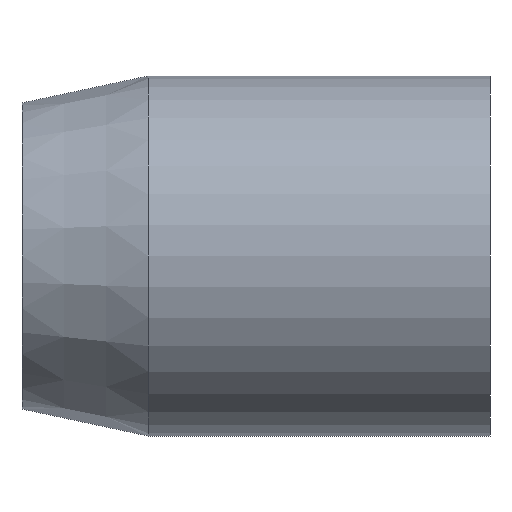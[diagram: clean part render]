
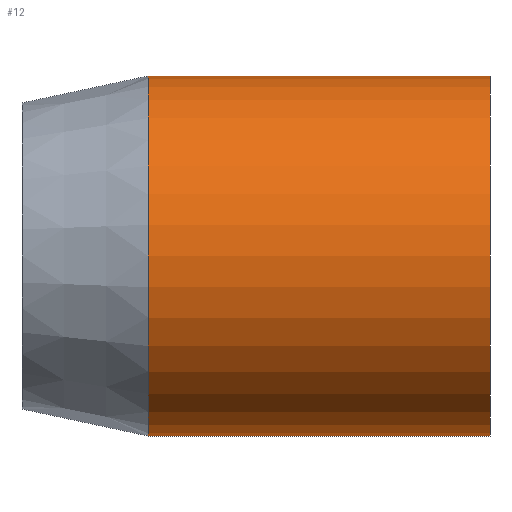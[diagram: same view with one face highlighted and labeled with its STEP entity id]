
A CAD part, front view. The second image highlights one B-rep face of the part: STEP entity #12.
In plain terms, the highlighted cylindrical face has radius 10 mm (diameter 20 mm), a partial arc.
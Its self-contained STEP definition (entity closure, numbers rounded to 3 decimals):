
#2 = EDGE_CURVE ( 'NONE', #218, #234, #269, .T. ) ;
#4 = CARTESIAN_POINT ( 'NONE',  ( 13., 0., -10. ) ) ;
#6 = DIRECTION ( 'NONE',  ( -1., 0., 0. ) ) ;
#12 = ADVANCED_FACE ( 'NONE', ( #326 ), #124, .T. ) ;
#14 = ORIENTED_EDGE ( 'NONE', *, *, #2, .F. ) ;
#17 = CIRCLE ( 'NONE', #66, 10. ) ;
#23 = CARTESIAN_POINT ( 'NONE',  ( -6., 0., -10. ) ) ;
#37 = EDGE_LOOP ( 'NONE', ( #14, #95, #167, #68 ) ) ;
#60 = CARTESIAN_POINT ( 'NONE',  ( -13., 0., 0. ) ) ;
#66 = AXIS2_PLACEMENT_3D ( 'NONE', #286, #145, #345 ) ;
#68 = ORIENTED_EDGE ( 'NONE', *, *, #355, .F. ) ;
#82 = LINE ( 'NONE', #348, #332 ) ;
#85 = DIRECTION ( 'NONE',  ( -1., 0., 0. ) ) ;
#90 = CARTESIAN_POINT ( 'NONE',  ( -13., 0., -10. ) ) ;
#93 = VERTEX_POINT ( 'NONE', #353 ) ;
#95 = ORIENTED_EDGE ( 'NONE', *, *, #250, .T. ) ;
#100 = AXIS2_PLACEMENT_3D ( 'NONE', #344, #85, #313 ) ;
#124 = CYLINDRICAL_SURFACE ( 'NONE', #133, 10. ) ;
#133 = AXIS2_PLACEMENT_3D ( 'NONE', #60, #153, #352 ) ;
#145 = DIRECTION ( 'NONE',  ( -1., 0., 0. ) ) ;
#153 = DIRECTION ( 'NONE',  ( -1., 0., 0. ) ) ;
#159 = VERTEX_POINT ( 'NONE', #273 ) ;
#167 = ORIENTED_EDGE ( 'NONE', *, *, #364, .T. ) ;
#218 = VERTEX_POINT ( 'NONE', #4 ) ;
#227 = DIRECTION ( 'NONE',  ( -1., 0., 0. ) ) ;
#234 = VERTEX_POINT ( 'NONE', #23 ) ;
#250 = EDGE_CURVE ( 'NONE', #218, #93, #259, .T. ) ;
#259 = CIRCLE ( 'NONE', #100, 10. ) ;
#269 = LINE ( 'NONE', #90, #331 ) ;
#273 = CARTESIAN_POINT ( 'NONE',  ( -6., 0., 10. ) ) ;
#286 = CARTESIAN_POINT ( 'NONE',  ( -6., 0., 0. ) ) ;
#313 = DIRECTION ( 'NONE',  ( 0., 0., 1. ) ) ;
#326 = FACE_OUTER_BOUND ( 'NONE', #37, .T. ) ;
#331 = VECTOR ( 'NONE', #6, 1000. ) ;
#332 = VECTOR ( 'NONE', #227, 1000. ) ;
#344 = CARTESIAN_POINT ( 'NONE',  ( 13., 0., 0. ) ) ;
#345 = DIRECTION ( 'NONE',  ( 0., 0., 1. ) ) ;
#348 = CARTESIAN_POINT ( 'NONE',  ( -13., 0., 10. ) ) ;
#352 = DIRECTION ( 'NONE',  ( 0., 0., 1. ) ) ;
#353 = CARTESIAN_POINT ( 'NONE',  ( 13., 0., 10. ) ) ;
#355 = EDGE_CURVE ( 'NONE', #234, #159, #17, .T. ) ;
#364 = EDGE_CURVE ( 'NONE', #93, #159, #82, .T. ) ;
